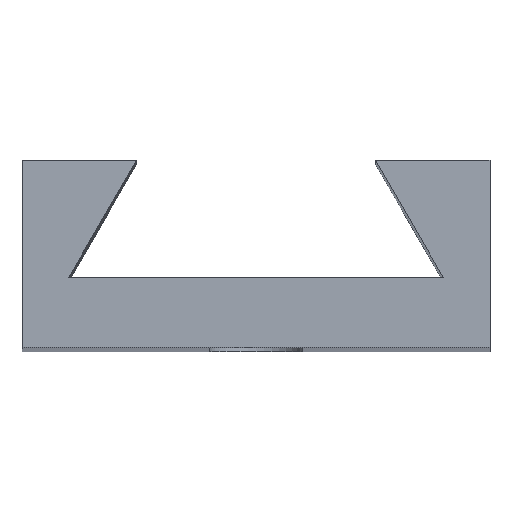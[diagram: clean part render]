
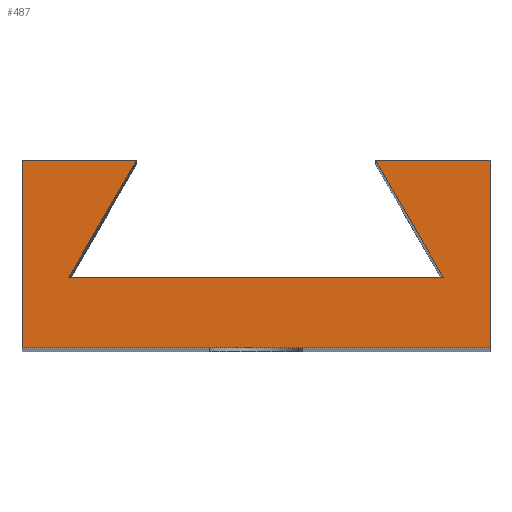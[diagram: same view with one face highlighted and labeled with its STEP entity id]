
A CAD part, top view. The second image highlights one B-rep face of the part: STEP entity #487.
In plain terms, the highlighted planar face has unit normal (0, 0, 1).
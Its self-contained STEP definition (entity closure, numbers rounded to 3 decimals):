
#273=CARTESIAN_POINT('',(-10.0,0.,54.0));
#274=VERTEX_POINT('',#273);
#275=CARTESIAN_POINT('',(-10.0,8.,54.0));
#276=VERTEX_POINT('',#275);
#277=CARTESIAN_POINT('',(-10.0,0.,54.0));
#278=DIRECTION('',(0.0,1.0,0.0));
#279=VECTOR('',#278,8.);
#280=LINE('',#277,#279);
#281=EDGE_CURVE('',#274,#276,#280,.T.);
#304=CARTESIAN_POINT('',(-5.113,8.0,54.0));
#305=VERTEX_POINT('',#304);
#306=CARTESIAN_POINT('',(-10.0,8.,54.0));
#307=DIRECTION('',(1.0,0.0,0.0));
#308=VECTOR('',#307,4.887);
#309=LINE('',#306,#308);
#310=EDGE_CURVE('',#276,#305,#309,.T.);
#328=CARTESIAN_POINT('',(-8.0,3.,54.0));
#329=VERTEX_POINT('',#328);
#330=CARTESIAN_POINT('',(-5.113,8.0,54.0));
#331=DIRECTION('',(-0.5,-0.866,0.0));
#332=VECTOR('',#331,5.774);
#333=LINE('',#330,#332);
#334=EDGE_CURVE('',#305,#329,#333,.T.);
#352=CARTESIAN_POINT('',(8.,3.,54.0));
#353=VERTEX_POINT('',#352);
#354=CARTESIAN_POINT('',(-8.0,3.,54.0));
#355=DIRECTION('',(1.0,0.0,0.0));
#356=VECTOR('',#355,16.);
#357=LINE('',#354,#356);
#358=EDGE_CURVE('',#329,#353,#357,.T.);
#382=CARTESIAN_POINT('',(5.113,8.,54.0));
#383=VERTEX_POINT('',#382);
#384=CARTESIAN_POINT('',(8.,3.,54.0));
#385=DIRECTION('',(-0.5,0.866,0.0));
#386=VECTOR('',#385,5.774);
#387=LINE('',#384,#386);
#388=EDGE_CURVE('',#353,#383,#387,.T.);
#406=CARTESIAN_POINT('',(10.0,8.,54.0));
#407=VERTEX_POINT('',#406);
#408=CARTESIAN_POINT('',(5.113,8.,54.0));
#409=DIRECTION('',(1.0,0.0,0.0));
#410=VECTOR('',#409,4.887);
#411=LINE('',#408,#410);
#412=EDGE_CURVE('',#383,#407,#411,.T.);
#430=CARTESIAN_POINT('',(10.0,0.,54.0));
#431=VERTEX_POINT('',#430);
#432=CARTESIAN_POINT('',(10.0,8.,54.0));
#433=DIRECTION('',(0.0,-1.0,0.0));
#434=VECTOR('',#433,8.);
#435=LINE('',#432,#434);
#436=EDGE_CURVE('',#407,#431,#435,.T.);
#454=CARTESIAN_POINT('',(10.0,0.,54.0));
#455=DIRECTION('',(-1.0,0.0,0.0));
#456=VECTOR('',#455,20.0);
#457=LINE('',#454,#456);
#458=EDGE_CURVE('',#431,#274,#457,.T.);
#472=CARTESIAN_POINT('',(0.,3.46,54.0));
#473=DIRECTION('',(0.0,0.0,1.0));
#474=DIRECTION('',(1.0,0.0,0.0));
#475=AXIS2_PLACEMENT_3D('',#472,#473,#474);
#476=PLANE('',#475);
#477=ORIENTED_EDGE('',*,*,#281,.F.);
#478=ORIENTED_EDGE('',*,*,#458,.F.);
#479=ORIENTED_EDGE('',*,*,#436,.F.);
#480=ORIENTED_EDGE('',*,*,#412,.F.);
#481=ORIENTED_EDGE('',*,*,#388,.F.);
#482=ORIENTED_EDGE('',*,*,#358,.F.);
#483=ORIENTED_EDGE('',*,*,#334,.F.);
#484=ORIENTED_EDGE('',*,*,#310,.F.);
#485=EDGE_LOOP('',(#477,#478,#479,#480,#481,#482,#483,#484));
#486=FACE_OUTER_BOUND('',#485,.T.);
#487=ADVANCED_FACE('',(#486),#476,.T.);
